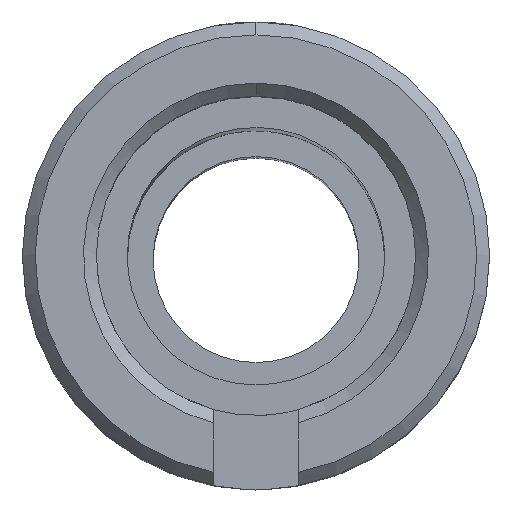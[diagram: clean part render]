
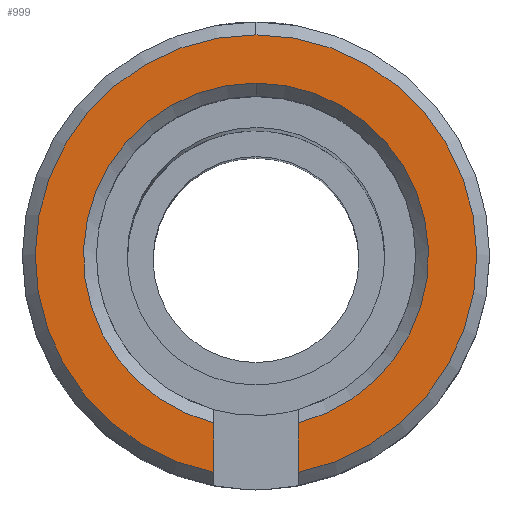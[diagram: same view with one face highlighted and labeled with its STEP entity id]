
A CAD part, top view. The second image highlights one B-rep face of the part: STEP entity #999.
In plain terms, the highlighted planar face has unit normal (0, 0, 1).
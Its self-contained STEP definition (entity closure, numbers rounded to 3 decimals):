
#66=CARTESIAN_POINT('Vertex',(1.65,-6.494,12.5)) ;
#97=CARTESIAN_POINT('Vertex',(1.65,-8.415,12.5)) ;
#100=CARTESIAN_POINT('Line Origine',(1.65,-7.454,12.5)) ;
#163=CARTESIAN_POINT('Vertex',(-1.65,-6.494,12.5)) ;
#168=CARTESIAN_POINT('Line Origine',(-1.65,-7.454,12.5)) ;
#172=CARTESIAN_POINT('Vertex',(-1.65,-8.415,12.5)) ;
#918=CARTESIAN_POINT('Vertex',(0.,8.575,12.5)) ;
#926=CARTESIAN_POINT('Axis2P3D Location',(0.,0.,12.5)) ;
#961=CARTESIAN_POINT('Axis2P3D Location',(0.,0.,12.5)) ;
#974=CARTESIAN_POINT('Axis2P3D Location',(0.,0.,12.5)) ;
#979=CARTESIAN_POINT('Axis2P3D Location',(0.,0.,12.5)) ;
#983=CARTESIAN_POINT('Vertex',(0.,6.7,12.5)) ;
#986=CARTESIAN_POINT('Axis2P3D Location',(0.,0.,12.5)) ;
#101=DIRECTION('Vector Direction',(0.,-1.,0.)) ;
#169=DIRECTION('Vector Direction',(0.,1.,0.)) ;
#927=DIRECTION('Axis2P3D Direction',(0.,0.,-1.)) ;
#962=DIRECTION('Axis2P3D Direction',(0.,0.,-1.)) ;
#975=DIRECTION('Axis2P3D Direction',(0.,0.,1.)) ;
#976=DIRECTION('Axis2P3D XDirection',(1.,0.,0.)) ;
#980=DIRECTION('Axis2P3D Direction',(0.,0.,1.)) ;
#987=DIRECTION('Axis2P3D Direction',(0.,0.,1.)) ;
#928=AXIS2_PLACEMENT_3D('Circle Axis2P3D',#926,#927,$) ;
#963=AXIS2_PLACEMENT_3D('Circle Axis2P3D',#961,#962,$) ;
#977=AXIS2_PLACEMENT_3D('Plane Axis2P3D',#974,#975,#976) ;
#981=AXIS2_PLACEMENT_3D('Circle Axis2P3D',#979,#980,$) ;
#988=AXIS2_PLACEMENT_3D('Circle Axis2P3D',#986,#987,$) ;
#992=ORIENTED_EDGE('',*,*,#985,.F.) ;
#993=ORIENTED_EDGE('',*,*,#990,.F.) ;
#994=ORIENTED_EDGE('',*,*,#104,.T.) ;
#995=ORIENTED_EDGE('',*,*,#965,.F.) ;
#996=ORIENTED_EDGE('',*,*,#930,.F.) ;
#997=ORIENTED_EDGE('',*,*,#174,.T.) ;
#102=VECTOR('Line Direction',#101,1.) ;
#170=VECTOR('Line Direction',#169,1.) ;
#999=ADVANCED_FACE('fut canon',(#998),#978,.T.) ;
#929=CIRCLE('generated circle',#928,8.575) ;
#964=CIRCLE('generated circle',#963,8.575) ;
#982=CIRCLE('generated circle',#981,6.7) ;
#989=CIRCLE('generated circle',#988,6.7) ;
#104=EDGE_CURVE('',#67,#98,#103,.T.) ;
#174=EDGE_CURVE('',#173,#164,#171,.T.) ;
#930=EDGE_CURVE('',#173,#919,#929,.T.) ;
#965=EDGE_CURVE('',#919,#98,#964,.T.) ;
#985=EDGE_CURVE('',#984,#164,#982,.T.) ;
#990=EDGE_CURVE('',#67,#984,#989,.T.) ;
#991=EDGE_LOOP('',(#992,#993,#994,#995,#996,#997)) ;
#998=FACE_OUTER_BOUND('',#991,.T.) ;
#103=LINE('Line',#100,#102) ;
#171=LINE('Line',#168,#170) ;
#978=PLANE('',#977) ;
#67=VERTEX_POINT('',#66) ;
#98=VERTEX_POINT('',#97) ;
#164=VERTEX_POINT('',#163) ;
#173=VERTEX_POINT('',#172) ;
#919=VERTEX_POINT('',#918) ;
#984=VERTEX_POINT('',#983) ;
